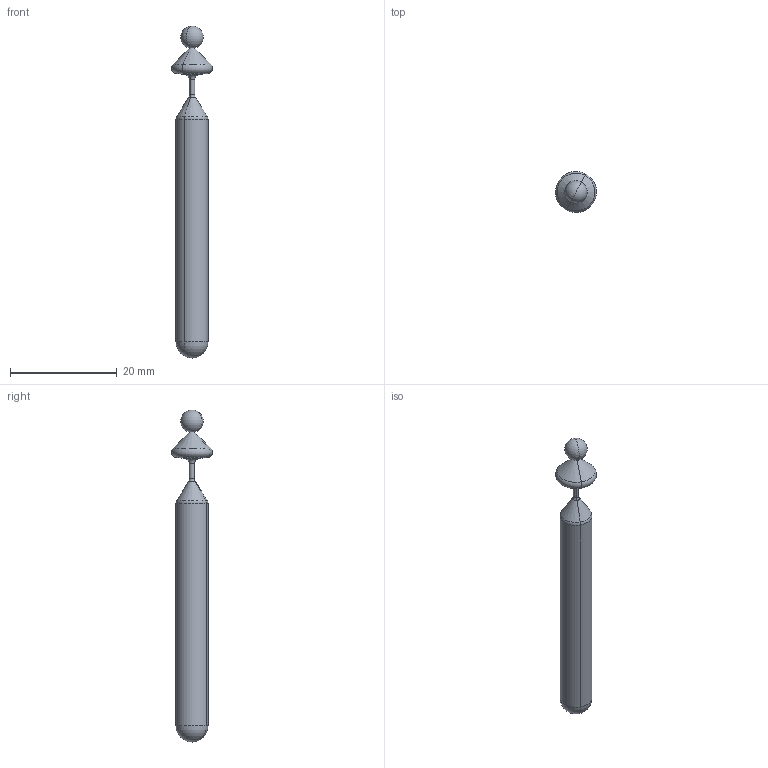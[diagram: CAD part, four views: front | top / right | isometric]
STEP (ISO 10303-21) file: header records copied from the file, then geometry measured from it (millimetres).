
FILE_DESCRIPTION(('CATIA V5 STEP Exchange','CAx-IF Rec.Pracs.--- Model Styling and Organization---1.4--- 2014-01-23','CAx-IF Rec.Pracs.---3D Tessellated Data Validation Properties---0.5---2014-09-14'),'2;1');
FILE_NAME('rod.stp','2021-07-26T20:08:07+00:00',('none'),('none'),'CATIA Version 5-6 Release 2018 SP6','CATIA V5 STEP AP242','none');
FILE_SCHEMA(('AP242_MANAGED_MODEL_BASED_3D_ENGINEERING_MIM_LF {1 0 10303 442 1 1 4}'));
Length unit declared in the file: millimetre
Products named in the file (1): Part1
Bounding box: 7.66 x 7.66 x 62.14 mm (x, y, z)
Volume: 1453 mm3; surface area: 1098.3 mm2
Topology: 1 solids, 1 shells, 22 faces, 46 edges, 22 vertices
Faces by surface type: torus 8, cone 6, cylinder 4, sphere 4
Entity records: 508 total; most frequent: ORIENTED_EDGE 84, CARTESIAN_POINT 80, DIRECTION 72, AXIS2_PLACEMENT_3D 48, EDGE_CURVE 42, CIRCLE 32, EDGE_LOOP 22, VERTEX_POINT 22
